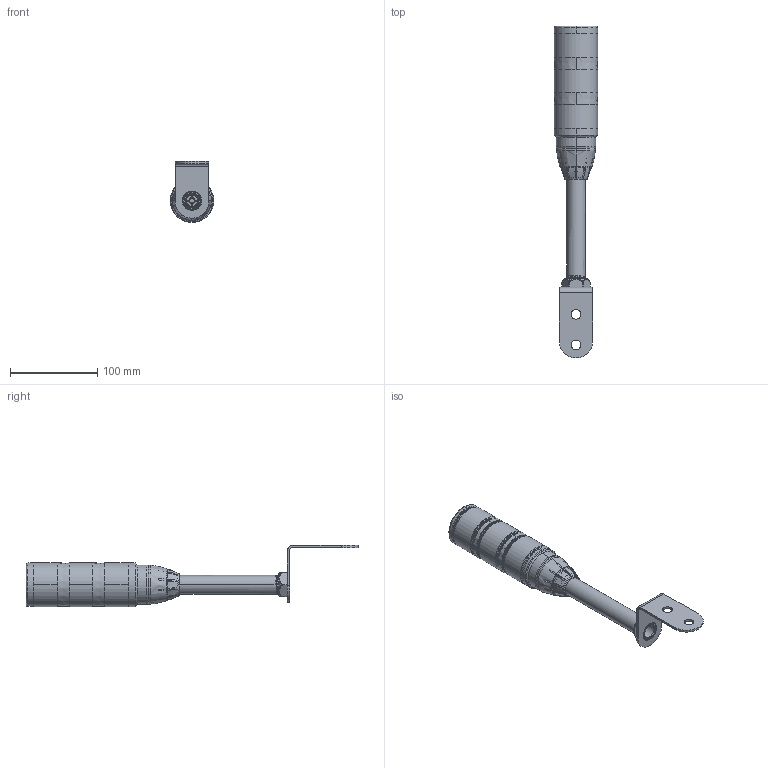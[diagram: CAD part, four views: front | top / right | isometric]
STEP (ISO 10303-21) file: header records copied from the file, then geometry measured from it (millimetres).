
FILE_DESCRIPTION((''),'2;1');
FILE_NAME('212230_ASM','2019-05-29T07:09:42',('pdmadmin'),('BANNER ENGINEERING'),'CREO PARAMETRIC BY PTC INC, 2018300','CREO PARAMETRIC BY PTC INC, 2018300','');
FILE_SCHEMA(('CONFIG_CONTROL_DESIGN'));
Products named in the file (14): 140410; 62676; 62677; CABLE_215; 140427_WEB_MODEL; 140412; 140411; 145183_ASM; 191129; 145598; DHUFFORD_PCON_B_; DHUFFORD_WELDNUT; 207030_ASM; 212230_ASM
Assembly tree (16 placements, depth 3):
  212230_ASM
    145183_ASM
      140410
      62676
      62677
      CABLE_215
      140427_WEB_MODEL  x3
      140412  x2
      140411
    191129
    145598
    207030_ASM
      DHUFFORD_PCON_B_
      DHUFFORD_WELDNUT
Bounding box: 50 x 380.6 x 70 mm (x, y, z)
Volume: 137027.7 mm3; surface area: 132040.4 mm2
Topology: 14 solids, 14 shells, 1350 faces, 3592 edges, 2323 vertices
Faces by surface type: plane 536, cylinder 384, bspline 196, cone 158, torus 76
Entity records: 74012 total; most frequent: CARTESIAN_POINT 49642, ORIENTED_EDGE 5480, DIRECTION 4414, EDGE_CURVE 2740, VERTEX_POINT 1763, AXIS2_PLACEMENT_3D 1664, EDGE_LOOP 1101, VECTOR 1086
